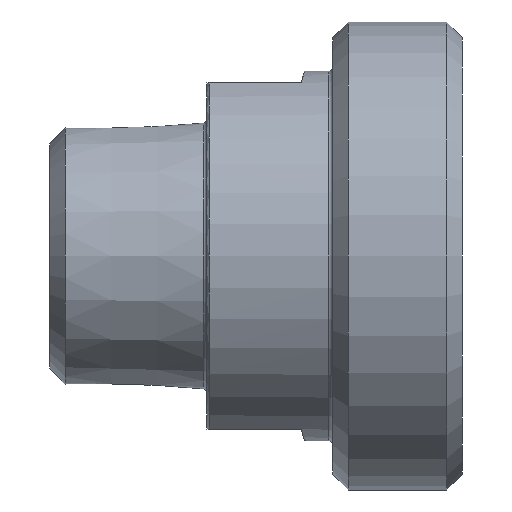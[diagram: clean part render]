
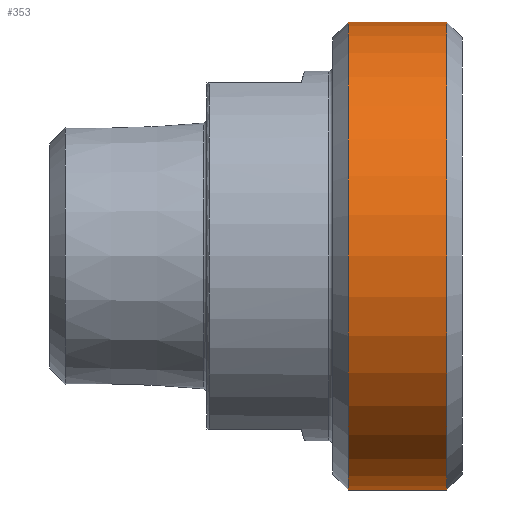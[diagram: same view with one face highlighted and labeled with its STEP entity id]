
A CAD part, front view. The second image highlights one B-rep face of the part: STEP entity #353.
In plain terms, the highlighted cylindrical face has radius 29.75 mm (diameter 59.5 mm), a full revolution.
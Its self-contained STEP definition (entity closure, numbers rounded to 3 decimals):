
#50=CIRCLE('',#417,29.75);
#51=CIRCLE('',#418,29.75);
#52=CIRCLE('',#420,29.75);
#53=CIRCLE('',#421,29.75);
#58=CYLINDRICAL_SURFACE('',#419,29.75);
#80=FACE_OUTER_BOUND('',#104,.T.);
#104=EDGE_LOOP('',(#311,#312,#313,#314,#315,#316));
#123=LINE('',#649,#140);
#140=VECTOR('',#533,29.75);
#172=VERTEX_POINT('',#639);
#173=VERTEX_POINT('',#640);
#174=VERTEX_POINT('',#645);
#175=VERTEX_POINT('',#646);
#218=EDGE_CURVE('',#172,#173,#50,.T.);
#219=EDGE_CURVE('',#173,#172,#51,.T.);
#221=EDGE_CURVE('',#174,#175,#52,.T.);
#222=EDGE_CURVE('',#175,#174,#53,.T.);
#223=EDGE_CURVE('',#175,#173,#123,.T.);
#311=ORIENTED_EDGE('',*,*,#221,.F.);
#312=ORIENTED_EDGE('',*,*,#222,.F.);
#313=ORIENTED_EDGE('',*,*,#223,.T.);
#314=ORIENTED_EDGE('',*,*,#218,.F.);
#315=ORIENTED_EDGE('',*,*,#219,.F.);
#316=ORIENTED_EDGE('',*,*,#223,.F.);
#353=ADVANCED_FACE('',(#80),#58,.T.);
#417=AXIS2_PLACEMENT_3D('',#641,#522,#523);
#418=AXIS2_PLACEMENT_3D('',#642,#524,#525);
#419=AXIS2_PLACEMENT_3D('',#644,#527,#528);
#420=AXIS2_PLACEMENT_3D('',#647,#529,#530);
#421=AXIS2_PLACEMENT_3D('',#648,#531,#532);
#522=DIRECTION('center_axis',(-1.,0.,0.));
#523=DIRECTION('ref_axis',(0.,-1.,0.));
#524=DIRECTION('center_axis',(-1.,0.,0.));
#525=DIRECTION('ref_axis',(0.,-1.,0.));
#527=DIRECTION('center_axis',(1.,0.,0.));
#528=DIRECTION('ref_axis',(0.,1.,0.));
#529=DIRECTION('center_axis',(1.,0.,0.));
#530=DIRECTION('ref_axis',(0.,-1.,0.));
#531=DIRECTION('center_axis',(1.,0.,0.));
#532=DIRECTION('ref_axis',(0.,-1.,0.));
#533=DIRECTION('',(-1.,0.,0.));
#639=CARTESIAN_POINT('',(-14.5,29.75,0.));
#640=CARTESIAN_POINT('',(-14.5,-29.75,0.));
#641=CARTESIAN_POINT('Origin',(-14.5,0.,0.));
#642=CARTESIAN_POINT('Origin',(-14.5,0.,0.));
#644=CARTESIAN_POINT('Origin',(-8.25,0.,0.));
#645=CARTESIAN_POINT('',(-2.,29.75,0.));
#646=CARTESIAN_POINT('',(-2.,-29.75,0.));
#647=CARTESIAN_POINT('Origin',(-2.,0.,0.));
#648=CARTESIAN_POINT('Origin',(-2.,0.,0.));
#649=CARTESIAN_POINT('',(-8.25,-29.75,0.));
